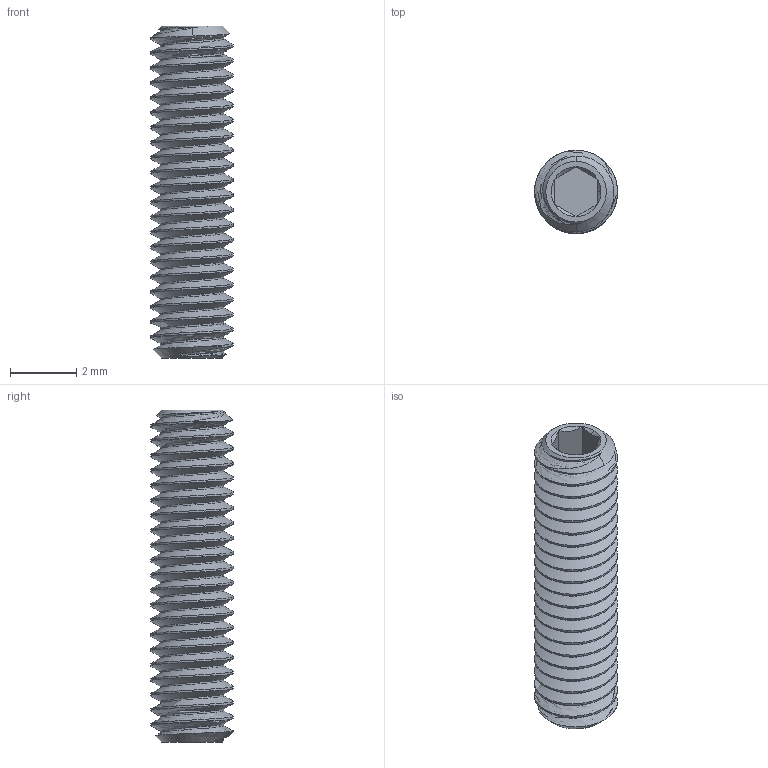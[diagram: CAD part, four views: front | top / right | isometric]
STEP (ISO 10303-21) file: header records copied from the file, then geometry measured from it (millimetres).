
FILE_DESCRIPTION (( 'STEP AP203' ), '1' );
FILE_NAME ('92605A073_Stainless Steel Flat-Tip Set Screw.STEP', '2022-11-30T20:31:33', ( 'Administrator' ), ( 'Managed by Terraform' ), 'SwSTEP 2.0', 'SolidWorks 2017', '' );
FILE_SCHEMA (( 'CONFIG_CONTROL_DESIGN' ));
Length unit declared in the file: millimetre
Products named in the file (1): 92605A073_Stainless Steel Flat-Tip Set Screw
Bounding box: 2.5 x 2.5 x 10 mm (x, y, z)
Volume: 31.6 mm3; surface area: 145 mm2
Topology: 1 solids, 1 shells, 67 faces, 180 edges, 116 vertices
Faces by surface type: cylinder 42, cone 13, plane 9, bspline 3
Entity records: 4702 total; most frequent: CARTESIAN_POINT 3250, ORIENTED_EDGE 360, DIRECTION 216, EDGE_CURVE 180, VERTEX_POINT 116, AXIS2_PLACEMENT_3D 78, EDGE_LOOP 68, FACE_OUTER_BOUND 67
